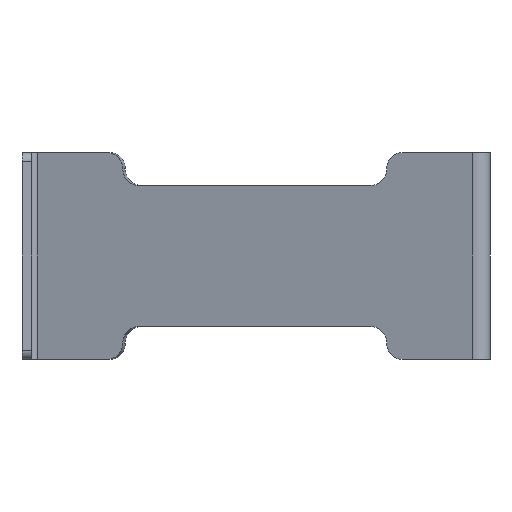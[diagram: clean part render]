
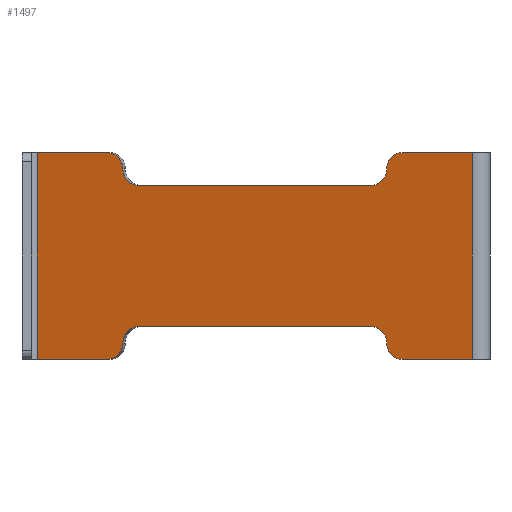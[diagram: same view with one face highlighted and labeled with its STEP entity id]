
A CAD part, left-side view. The second image highlights one B-rep face of the part: STEP entity #1497.
In plain terms, the highlighted planar face has unit normal (-0.961, 0.276, 0).
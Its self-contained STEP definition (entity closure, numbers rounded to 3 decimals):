
#3 = CARTESIAN_POINT ( 'NONE',  ( 13.17, 76.46, -18.6 ) ) ;
#19 = LINE ( 'NONE', #155, #1729 ) ;
#66 = EDGE_CURVE ( 'NONE', #1041, #466, #1219, .T. ) ;
#81 = CIRCLE ( 'NONE', #324, 3.5 ) ;
#91 = DIRECTION ( 'NONE',  ( -0.276, -0.961, 0. ) ) ;
#94 = CARTESIAN_POINT ( 'NONE',  ( -2.994, 20.091, 18.6 ) ) ;
#102 = EDGE_CURVE ( 'NONE', #873, #316, #1849, .T. ) ;
#122 = VERTEX_POINT ( 'NONE', #533 ) ;
#123 = EDGE_CURVE ( 'NONE', #131, #386, #1489, .T. ) ;
#131 = VERTEX_POINT ( 'NONE', #1564 ) ;
#143 = DIRECTION ( 'NONE',  ( -0.276, -0.961, 0. ) ) ;
#148 = AXIS2_PLACEMENT_3D ( 'NONE', #241, #1687, #1843 ) ;
#155 = CARTESIAN_POINT ( 'NONE',  ( 18.407, 94.724, 22.1 ) ) ;
#156 = ORIENTED_EDGE ( 'NONE', *, *, #1344, .F. ) ;
#195 = CARTESIAN_POINT ( 'NONE',  ( -8.231, 1.827, -22.1 ) ) ;
#206 = CARTESIAN_POINT ( 'NONE',  ( -2.029, 23.455, -15.1 ) ) ;
#220 = VERTEX_POINT ( 'NONE', #313 ) ;
#230 = CIRCLE ( 'NONE', #263, 3.5 ) ;
#241 = CARTESIAN_POINT ( 'NONE',  ( 12.205, 73.096, 18.6 ) ) ;
#245 = CIRCLE ( 'NONE', #729, 3.5 ) ;
#249 = CARTESIAN_POINT ( 'NONE',  ( 18.407, 94.724, 22.1 ) ) ;
#251 = DIRECTION ( 'NONE',  ( 0., 0., -1. ) ) ;
#263 = AXIS2_PLACEMENT_3D ( 'NONE', #1520, #764, #143 ) ;
#266 = EDGE_CURVE ( 'NONE', #466, #220, #81, .T. ) ;
#292 = EDGE_CURVE ( 'NONE', #122, #339, #230, .T. ) ;
#310 = VECTOR ( 'NONE', #901, 1000. ) ;
#313 = CARTESIAN_POINT ( 'NONE',  ( 13.17, 76.46, 18.6 ) ) ;
#316 = VERTEX_POINT ( 'NONE', #1771 ) ;
#319 = CIRCLE ( 'NONE', #714, 3.5 ) ;
#324 = AXIS2_PLACEMENT_3D ( 'NONE', #338, #1797, #1069 ) ;
#330 = DIRECTION ( 'NONE',  ( -0.961, 0.276, 0. ) ) ;
#338 = CARTESIAN_POINT ( 'NONE',  ( 14.134, 79.825, 18.6 ) ) ;
#339 = VERTEX_POINT ( 'NONE', #206 ) ;
#342 = DIRECTION ( 'NONE',  ( 0., 0., 1. ) ) ;
#384 = CARTESIAN_POINT ( 'NONE',  ( -8.597, 0.551, -22.1 ) ) ;
#386 = VERTEX_POINT ( 'NONE', #94 ) ;
#410 = DIRECTION ( 'NONE',  ( 0.961, -0.276, 0. ) ) ;
#427 = ORIENTED_EDGE ( 'NONE', *, *, #1266, .T. ) ;
#445 = AXIS2_PLACEMENT_3D ( 'NONE', #1290, #1273, #1861 ) ;
#466 = VERTEX_POINT ( 'NONE', #1495 ) ;
#488 = DIRECTION ( 'NONE',  ( 0.276, 0.961, 0. ) ) ;
#491 = EDGE_CURVE ( 'NONE', #1395, #339, #748, .T. ) ;
#496 = ORIENTED_EDGE ( 'NONE', *, *, #849, .F. ) ;
#504 = ORIENTED_EDGE ( 'NONE', *, *, #292, .F. ) ;
#521 = ORIENTED_EDGE ( 'NONE', *, *, #266, .F. ) ;
#522 = CARTESIAN_POINT ( 'NONE',  ( -3.959, 16.726, -22.1 ) ) ;
#533 = CARTESIAN_POINT ( 'NONE',  ( -2.994, 20.091, -18.6 ) ) ;
#563 = CIRCLE ( 'NONE', #1044, 3.5 ) ;
#569 = EDGE_CURVE ( 'NONE', #880, #122, #319, .T. ) ;
#578 = CIRCLE ( 'NONE', #1073, 3.5 ) ;
#609 = EDGE_CURVE ( 'NONE', #1605, #316, #563, .T. ) ;
#638 = LINE ( 'NONE', #1668, #1148 ) ;
#645 = CARTESIAN_POINT ( 'NONE',  ( 18.407, 94.724, -22.1 ) ) ;
#651 = DIRECTION ( 'NONE',  ( 0., 0., 1. ) ) ;
#654 = VERTEX_POINT ( 'NONE', #1592 ) ;
#685 = DIRECTION ( 'NONE',  ( 0.961, -0.276, 0. ) ) ;
#700 = CARTESIAN_POINT ( 'NONE',  ( -3.959, 16.726, 22.1 ) ) ;
#714 = AXIS2_PLACEMENT_3D ( 'NONE', #976, #410, #817 ) ;
#729 = AXIS2_PLACEMENT_3D ( 'NONE', #1778, #1669, #488 ) ;
#748 = LINE ( 'NONE', #1341, #1309 ) ;
#764 = DIRECTION ( 'NONE',  ( -0.961, 0.276, 0. ) ) ;
#775 = VERTEX_POINT ( 'NONE', #1449 ) ;
#776 = VERTEX_POINT ( 'NONE', #1743 ) ;
#795 = FACE_OUTER_BOUND ( 'NONE', #1427, .T. ) ;
#800 = LINE ( 'NONE', #195, #1602 ) ;
#808 = VECTOR ( 'NONE', #1704, 1000. ) ;
#817 = DIRECTION ( 'NONE',  ( 0., 0., -1. ) ) ;
#818 = ORIENTED_EDGE ( 'NONE', *, *, #1499, .F. ) ;
#844 = CARTESIAN_POINT ( 'NONE',  ( 18.407, 94.724, 22.1 ) ) ;
#849 = EDGE_CURVE ( 'NONE', #1901, #654, #638, .T. ) ;
#873 = VERTEX_POINT ( 'NONE', #645 ) ;
#880 = VERTEX_POINT ( 'NONE', #1036 ) ;
#897 = CARTESIAN_POINT ( 'NONE',  ( 12.205, 73.096, -15.1 ) ) ;
#899 = ORIENTED_EDGE ( 'NONE', *, *, #102, .T. ) ;
#901 = DIRECTION ( 'NONE',  ( -0.276, -0.961, 0. ) ) ;
#976 = CARTESIAN_POINT ( 'NONE',  ( -3.959, 16.726, -18.6 ) ) ;
#992 = ORIENTED_EDGE ( 'NONE', *, *, #66, .F. ) ;
#1018 = ORIENTED_EDGE ( 'NONE', *, *, #1816, .T. ) ;
#1025 = ORIENTED_EDGE ( 'NONE', *, *, #491, .T. ) ;
#1036 = CARTESIAN_POINT ( 'NONE',  ( -3.959, 16.726, -22.1 ) ) ;
#1041 = VERTEX_POINT ( 'NONE', #844 ) ;
#1044 = AXIS2_PLACEMENT_3D ( 'NONE', #1544, #685, #91 ) ;
#1052 = CARTESIAN_POINT ( 'NONE',  ( 12.205, 73.096, -18.6 ) ) ;
#1069 = DIRECTION ( 'NONE',  ( 0., 0., 1. ) ) ;
#1073 = AXIS2_PLACEMENT_3D ( 'NONE', #1052, #330, #342 ) ;
#1083 = VECTOR ( 'NONE', #1680, 1000. ) ;
#1097 = PLANE ( 'NONE',  #1200 ) ;
#1128 = DIRECTION ( 'NONE',  ( 0.961, -0.276, 0. ) ) ;
#1148 = VECTOR ( 'NONE', #1216, 1000. ) ;
#1178 = ORIENTED_EDGE ( 'NONE', *, *, #1417, .T. ) ;
#1200 = AXIS2_PLACEMENT_3D ( 'NONE', #384, #1128, #251 ) ;
#1210 = DIRECTION ( 'NONE',  ( 0., 0., -1. ) ) ;
#1216 = DIRECTION ( 'NONE',  ( -0.276, -0.961, 0. ) ) ;
#1218 = LINE ( 'NONE', #1768, #1664 ) ;
#1219 = LINE ( 'NONE', #249, #1083 ) ;
#1222 = ORIENTED_EDGE ( 'NONE', *, *, #1753, .T. ) ;
#1266 = EDGE_CURVE ( 'NONE', #1041, #873, #19, .T. ) ;
#1273 = DIRECTION ( 'NONE',  ( -0.961, 0.276, 0. ) ) ;
#1290 = CARTESIAN_POINT ( 'NONE',  ( -2.029, 23.455, 18.6 ) ) ;
#1294 = ORIENTED_EDGE ( 'NONE', *, *, #569, .F. ) ;
#1309 = VECTOR ( 'NONE', #1803, 1000. ) ;
#1320 = EDGE_CURVE ( 'NONE', #1395, #1605, #578, .T. ) ;
#1341 = CARTESIAN_POINT ( 'NONE',  ( 12.205, 73.096, -15.1 ) ) ;
#1344 = EDGE_CURVE ( 'NONE', #386, #1901, #245, .T. ) ;
#1357 = CIRCLE ( 'NONE', #148, 3.5 ) ;
#1363 = LINE ( 'NONE', #522, #310 ) ;
#1395 = VERTEX_POINT ( 'NONE', #897 ) ;
#1417 = EDGE_CURVE ( 'NONE', #131, #776, #1218, .T. ) ;
#1427 = EDGE_LOOP ( 'NONE', ( #1562, #1025, #504, #1294, #1222, #1018, #496, #156, #1717, #1178, #818, #521, #992, #427, #899, #1479 ) ) ;
#1429 = CARTESIAN_POINT ( 'NONE',  ( 18.407, 94.724, -22.1 ) ) ;
#1449 = CARTESIAN_POINT ( 'NONE',  ( -8.231, 1.827, -22.1 ) ) ;
#1479 = ORIENTED_EDGE ( 'NONE', *, *, #609, .F. ) ;
#1489 = CIRCLE ( 'NONE', #445, 3.5 ) ;
#1494 = DIRECTION ( 'NONE',  ( 0.276, 0.961, 0. ) ) ;
#1495 = CARTESIAN_POINT ( 'NONE',  ( 14.134, 79.825, 22.1 ) ) ;
#1497 = ADVANCED_FACE ( 'NONE', ( #795 ), #1097, .F. ) ;
#1499 = EDGE_CURVE ( 'NONE', #220, #776, #1357, .T. ) ;
#1520 = CARTESIAN_POINT ( 'NONE',  ( -2.029, 23.455, -18.6 ) ) ;
#1544 = CARTESIAN_POINT ( 'NONE',  ( 14.134, 79.825, -18.6 ) ) ;
#1562 = ORIENTED_EDGE ( 'NONE', *, *, #1320, .F. ) ;
#1564 = CARTESIAN_POINT ( 'NONE',  ( -2.029, 23.455, 15.1 ) ) ;
#1592 = CARTESIAN_POINT ( 'NONE',  ( -8.231, 1.827, 22.1 ) ) ;
#1602 = VECTOR ( 'NONE', #651, 1000. ) ;
#1605 = VERTEX_POINT ( 'NONE', #3 ) ;
#1664 = VECTOR ( 'NONE', #1494, 1000. ) ;
#1668 = CARTESIAN_POINT ( 'NONE',  ( -3.959, 16.726, 22.1 ) ) ;
#1669 = DIRECTION ( 'NONE',  ( 0.961, -0.276, 0. ) ) ;
#1680 = DIRECTION ( 'NONE',  ( -0.276, -0.961, 0. ) ) ;
#1687 = DIRECTION ( 'NONE',  ( -0.961, 0.276, 0. ) ) ;
#1704 = DIRECTION ( 'NONE',  ( -0.276, -0.961, 0. ) ) ;
#1717 = ORIENTED_EDGE ( 'NONE', *, *, #123, .F. ) ;
#1729 = VECTOR ( 'NONE', #1210, 1000. ) ;
#1743 = CARTESIAN_POINT ( 'NONE',  ( 12.205, 73.096, 15.1 ) ) ;
#1753 = EDGE_CURVE ( 'NONE', #880, #775, #1363, .T. ) ;
#1768 = CARTESIAN_POINT ( 'NONE',  ( -2.029, 23.455, 15.1 ) ) ;
#1771 = CARTESIAN_POINT ( 'NONE',  ( 14.134, 79.825, -22.1 ) ) ;
#1778 = CARTESIAN_POINT ( 'NONE',  ( -3.959, 16.726, 18.6 ) ) ;
#1797 = DIRECTION ( 'NONE',  ( 0.961, -0.276, 0. ) ) ;
#1803 = DIRECTION ( 'NONE',  ( -0.276, -0.961, 0. ) ) ;
#1816 = EDGE_CURVE ( 'NONE', #775, #654, #800, .T. ) ;
#1843 = DIRECTION ( 'NONE',  ( 0.276, 0.961, 0. ) ) ;
#1849 = LINE ( 'NONE', #1429, #808 ) ;
#1861 = DIRECTION ( 'NONE',  ( 0., 0., -1. ) ) ;
#1901 = VERTEX_POINT ( 'NONE', #700 ) ;
